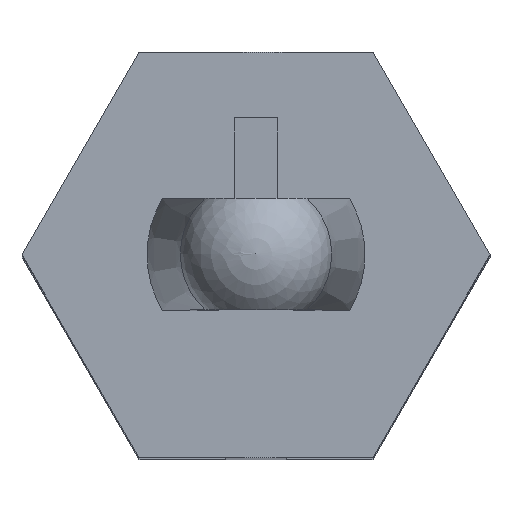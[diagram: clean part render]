
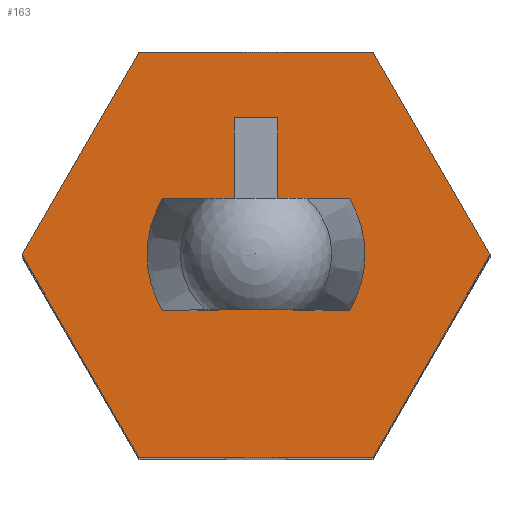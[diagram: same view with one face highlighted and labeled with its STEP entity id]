
A CAD part, top view. The second image highlights one B-rep face of the part: STEP entity #163.
In plain terms, the highlighted planar face has unit normal (0, 0, 1).
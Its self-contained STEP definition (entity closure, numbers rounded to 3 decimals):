
#163 = ADVANCED_FACE( '', ( #344, #345, #346 ), #347, .F. );
#344 = FACE_BOUND( '', #540, .T. );
#345 = FACE_BOUND( '', #541, .T. );
#346 = FACE_OUTER_BOUND( '', #542, .T. );
#347 = PLANE( '', #543 );
#540 = EDGE_LOOP( '', ( #973, #974, #975, #976 ) );
#541 = EDGE_LOOP( '', ( #977, #978, #979, #980 ) );
#542 = EDGE_LOOP( '', ( #981, #982, #983, #984, #985, #986 ) );
#543 = AXIS2_PLACEMENT_3D( '', #987, #988, #989 );
#973 = ORIENTED_EDGE( '', *, *, #1236, .T. );
#974 = ORIENTED_EDGE( '', *, *, #1244, .T. );
#975 = ORIENTED_EDGE( '', *, *, #1293, .T. );
#976 = ORIENTED_EDGE( '', *, *, #1329, .T. );
#977 = ORIENTED_EDGE( '', *, *, #1346, .T. );
#978 = ORIENTED_EDGE( '', *, *, #1287, .T. );
#979 = ORIENTED_EDGE( '', *, *, #1317, .F. );
#980 = ORIENTED_EDGE( '', *, *, #1230, .T. );
#981 = ORIENTED_EDGE( '', *, *, #1347, .F. );
#982 = ORIENTED_EDGE( '', *, *, #1342, .F. );
#983 = ORIENTED_EDGE( '', *, *, #1193, .F. );
#984 = ORIENTED_EDGE( '', *, *, #1284, .F. );
#985 = ORIENTED_EDGE( '', *, *, #1270, .F. );
#986 = ORIENTED_EDGE( '', *, *, #1323, .F. );
#987 = CARTESIAN_POINT( '', ( 0., 0., 25.6 ) );
#988 = DIRECTION( '', ( 0., 0., -1. ) );
#989 = DIRECTION( '', ( -1., 0., 0. ) );
#1193 = EDGE_CURVE( '', #1431, #1433, #1434, .T. );
#1230 = EDGE_CURVE( '', #1493, #1494, #1495, .T. );
#1236 = EDGE_CURVE( '', #1504, #1502, #1505, .T. );
#1244 = EDGE_CURVE( '', #1502, #1516, #1519, .T. );
#1270 = EDGE_CURVE( '', #1556, #1552, #1558, .T. );
#1284 = EDGE_CURVE( '', #1552, #1431, #1574, .T. );
#1287 = EDGE_CURVE( '', #1578, #1576, #1579, .T. );
#1293 = EDGE_CURVE( '', #1516, #1588, #1590, .T. );
#1317 = EDGE_CURVE( '', #1493, #1576, #1621, .T. );
#1323 = EDGE_CURVE( '', #1629, #1556, #1631, .T. );
#1329 = EDGE_CURVE( '', #1588, #1504, #1638, .T. );
#1342 = EDGE_CURVE( '', #1433, #1651, #1655, .T. );
#1346 = EDGE_CURVE( '', #1494, #1578, #1659, .T. );
#1347 = EDGE_CURVE( '', #1651, #1629, #1660, .T. );
#1431 = VERTEX_POINT( '', #1764 );
#1433 = VERTEX_POINT( '', #1767 );
#1434 = LINE( '', #1768, #1769 );
#1493 = VERTEX_POINT( '', #1852 );
#1494 = VERTEX_POINT( '', #1853 );
#1495 = LINE( '', #1854, #1855 );
#1502 = VERTEX_POINT( '', #1866 );
#1504 = VERTEX_POINT( '', #1869 );
#1505 = LINE( '', #1870, #1871 );
#1516 = VERTEX_POINT( '', #1907 );
#1519 = LINE( '', #1911, #1912 );
#1552 = VERTEX_POINT( '', #1958 );
#1556 = VERTEX_POINT( '', #1964 );
#1558 = LINE( '', #1967, #1968 );
#1574 = LINE( '', #1992, #1993 );
#1576 = VERTEX_POINT( '', #1995 );
#1578 = VERTEX_POINT( '', #1998 );
#1579 = LINE( '', #1999, #2000 );
#1588 = VERTEX_POINT( '', #2025 );
#1590 = LINE( '', #2036, #2037 );
#1621 = LINE( '', #2084, #2085 );
#1629 = VERTEX_POINT( '', #2096 );
#1631 = LINE( '', #2099, #2100 );
#1638 = CIRCLE( '', #2110, 2. );
#1651 = VERTEX_POINT( '', #2127 );
#1655 = LINE( '', #2133, #2134 );
#1659 = CIRCLE( '', #2138, 2. );
#1660 = LINE( '', #2139, #2140 );
#1764 = CARTESIAN_POINT( '', ( -2.309, 4., 25.6 ) );
#1767 = CARTESIAN_POINT( '', ( 2.309, 4., 25.6 ) );
#1768 = CARTESIAN_POINT( '', ( -2.309, 4., 25.6 ) );
#1769 = VECTOR( '', #2212, 1000. );
#1852 = CARTESIAN_POINT( '', ( -1., -1.1, 25.6 ) );
#1853 = CARTESIAN_POINT( '', ( -1.67, -1.1, 25.6 ) );
#1854 = CARTESIAN_POINT( '', ( 2.15, -1.1, 25.6 ) );
#1855 = VECTOR( '', #2246, 1000. );
#1866 = CARTESIAN_POINT( '', ( 1., -1.1, 25.6 ) );
#1869 = CARTESIAN_POINT( '', ( 1.67, -1.1, 25.6 ) );
#1870 = CARTESIAN_POINT( '', ( 2.15, -1.1, 25.6 ) );
#1871 = VECTOR( '', #2252, 1000. );
#1907 = CARTESIAN_POINT( '', ( 1., 1.1, 25.6 ) );
#1911 = CARTESIAN_POINT( '', ( 1., -1.1, 25.6 ) );
#1912 = VECTOR( '', #2257, 1000. );
#1958 = CARTESIAN_POINT( '', ( -4.619, 0., 25.6 ) );
#1964 = CARTESIAN_POINT( '', ( -2.309, -4., 25.6 ) );
#1967 = CARTESIAN_POINT( '', ( -4.619, 0., 25.6 ) );
#1968 = VECTOR( '', #2283, 1000. );
#1992 = CARTESIAN_POINT( '', ( -2.309, 4., 25.6 ) );
#1993 = VECTOR( '', #2295, 1000. );
#1995 = CARTESIAN_POINT( '', ( -1., 1.1, 25.6 ) );
#1998 = CARTESIAN_POINT( '', ( -1.67, 1.1, 25.6 ) );
#1999 = CARTESIAN_POINT( '', ( -2.15, 1.1, 25.6 ) );
#2000 = VECTOR( '', #2297, 1000. );
#2025 = CARTESIAN_POINT( '', ( 1.67, 1.1, 25.6 ) );
#2036 = CARTESIAN_POINT( '', ( -2.15, 1.1, 25.6 ) );
#2037 = VECTOR( '', #2301, 1000. );
#2084 = CARTESIAN_POINT( '', ( -1., -1.1, 25.6 ) );
#2085 = VECTOR( '', #2324, 1000. );
#2096 = CARTESIAN_POINT( '', ( 2.309, -4., 25.6 ) );
#2099 = CARTESIAN_POINT( '', ( 2.309, -4., 25.6 ) );
#2100 = VECTOR( '', #2329, 1000. );
#2110 = AXIS2_PLACEMENT_3D( '', #2333, #2334, #2335 );
#2127 = CARTESIAN_POINT( '', ( 4.619, 0., 25.6 ) );
#2133 = CARTESIAN_POINT( '', ( 2.309, 4., 25.6 ) );
#2134 = VECTOR( '', #2348, 1000. );
#2138 = AXIS2_PLACEMENT_3D( '', #2352, #2353, #2354 );
#2139 = CARTESIAN_POINT( '', ( 4.619, 0., 25.6 ) );
#2140 = VECTOR( '', #2355, 1000. );
#2212 = DIRECTION( '', ( 1., 0., 0. ) );
#2246 = DIRECTION( '', ( -1., 0., 0. ) );
#2252 = DIRECTION( '', ( -1., 0., 0. ) );
#2257 = DIRECTION( '', ( 0., 1., 0. ) );
#2283 = DIRECTION( '', ( -0.5, 0.866, 0. ) );
#2295 = DIRECTION( '', ( 0.5, 0.866, 0. ) );
#2297 = DIRECTION( '', ( 1., 0., 0. ) );
#2301 = DIRECTION( '', ( 1., 0., 0. ) );
#2324 = DIRECTION( '', ( 0., 1., 0. ) );
#2329 = DIRECTION( '', ( -1., 0., 0. ) );
#2333 = CARTESIAN_POINT( '', ( 0., 0., 25.6 ) );
#2334 = DIRECTION( '', ( 0., 0., -1. ) );
#2335 = DIRECTION( '', ( -1., 0., 0. ) );
#2348 = DIRECTION( '', ( 0.5, -0.866, 0. ) );
#2352 = CARTESIAN_POINT( '', ( 0., 0., 25.6 ) );
#2353 = DIRECTION( '', ( 0., 0., -1. ) );
#2354 = DIRECTION( '', ( -1., 0., 0. ) );
#2355 = DIRECTION( '', ( -0.5, -0.866, 0. ) );
